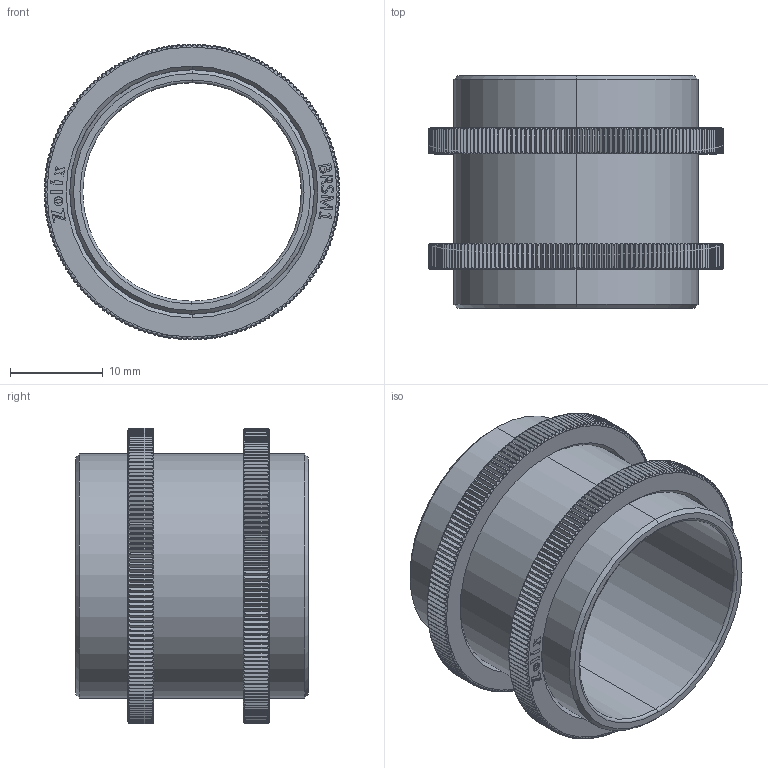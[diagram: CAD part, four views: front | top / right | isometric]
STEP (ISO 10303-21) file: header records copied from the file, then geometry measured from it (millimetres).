
FILE_DESCRIPTION (( 'STEP AP203' ), '1' );
FILE_NAME ('LTASM1-25L.STEP', '2025-09-03T06:25:18', ( '' ), ( '' ), 'SwSTEP 2.0', 'SolidWorks 2020', '' );
FILE_SCHEMA (( 'CONFIG_CONTROL_DESIGN' ));
Length unit declared in the file: millimetre
Products named in the file (1): LTASM1-25L
Bounding box: 31.8 x 25 x 31.8 mm (x, y, z)
Volume: 4027.2 mm3; surface area: 6151.1 mm2
Topology: 3 solids, 3 shells, 1664 faces, 4842 edges, 3220 vertices
Faces by surface type: plane 1164, cylinder 368, bspline 108, cone 12, torus 12
Entity records: 74519 total; most frequent: CARTESIAN_POINT 33291, ORIENTED_EDGE 9684, DIRECTION 7072, EDGE_CURVE 4842, VERTEX_POINT 3220, LINE 2414, VECTOR 2414, AXIS2_PLACEMENT_3D 2329
